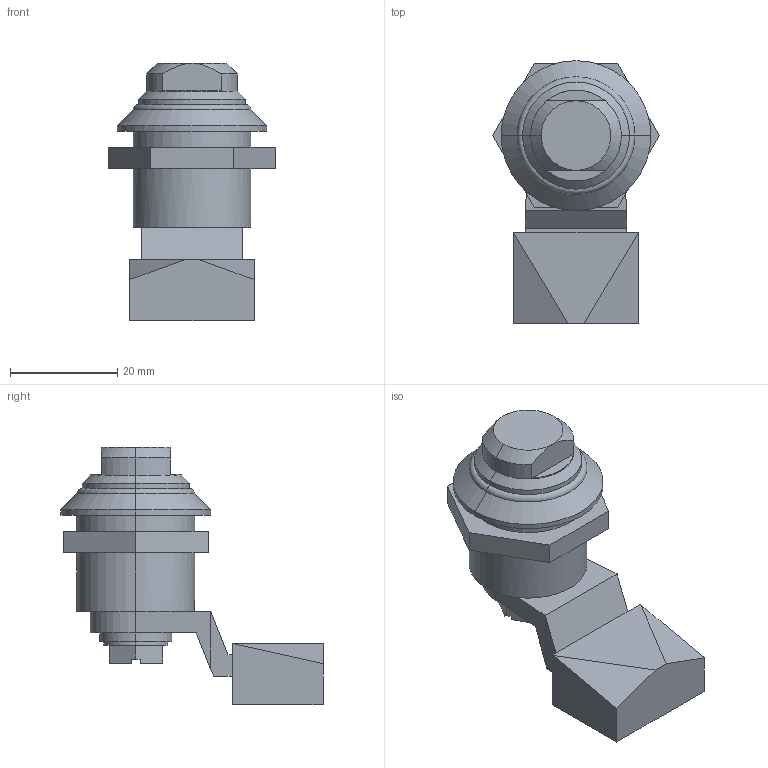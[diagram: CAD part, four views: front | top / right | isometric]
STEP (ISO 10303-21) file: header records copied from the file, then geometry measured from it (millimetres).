
FILE_DESCRIPTION (( 'STEP AP214' ), '1' );
FILE_NAME ('3353-9501-01-00.STEP', '2024-01-10T13:38:34', ( '' ), ( '' ), 'SwSTEP 2.0', 'SolidWorks 2019', '' );
FILE_SCHEMA (( 'AUTOMOTIVE_DESIGN' ));
Length unit declared in the file: millimetre
Products named in the file (1): 3353-9501-01-00
Bounding box: 31.18 x 49 x 48.1 mm (x, y, z)
Volume: 18973.1 mm3; surface area: 7330.5 mm2
Topology: 2 solids, 2 shells, 90 faces, 218 edges, 141 vertices
Faces by surface type: plane 62, cylinder 19, cone 7, torus 2
Entity records: 3568 total; most frequent: CARTESIAN_POINT 486, DIRECTION 451, ORIENTED_EDGE 436, EDGE_CURVE 218, LINE 159, VECTOR 159, AXIS2_PLACEMENT_3D 146, VERTEX_POINT 141
